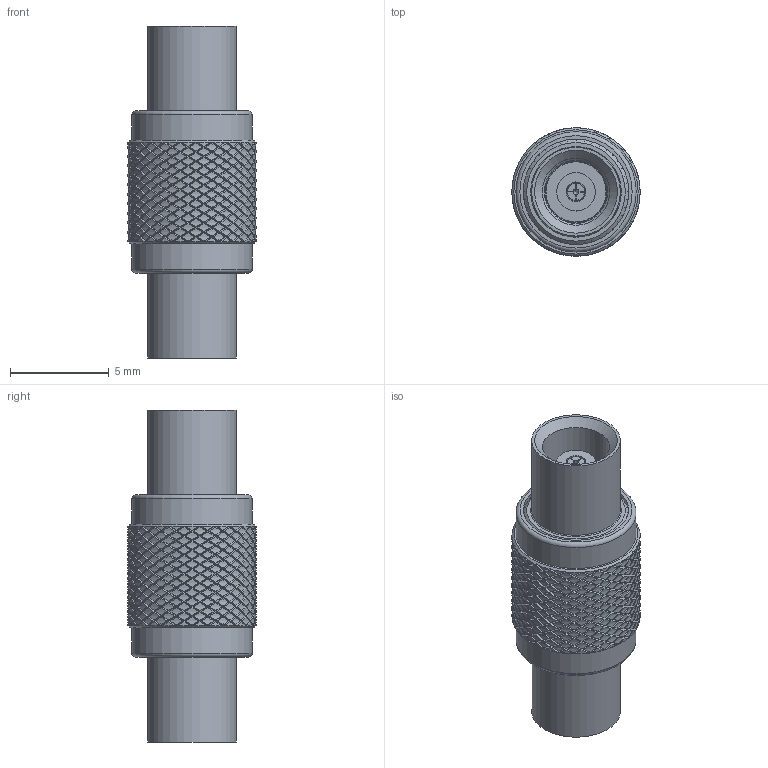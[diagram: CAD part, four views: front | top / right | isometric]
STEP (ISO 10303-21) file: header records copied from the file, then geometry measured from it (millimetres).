
FILE_DESCRIPTION( ( 'Unknown' ), '1' );
FILE_NAME( '64406106111000.stp', 'Unknown', ( 'Unknown' ), ( 'Unknown' ), 'PSStep 21.0.46', 'Unknown', ' ' );
FILE_SCHEMA( ( 'AUTOMOTIVE_DESIGN { 1 0 10303 214 1 1 1 1 }' ) );
Length unit declared in the file: millimetre
Products named in the file (3): 64406106111000_connector body
Bounding box: 6.5 x 6.5 x 16.84 mm (x, y, z)
Surface area: 2187.6 mm2
Topology: 3 solids, 3 shells, 9648 faces, 21193 edges, 11359 vertices
Faces by surface type: bspline 6600, cylinder 1950, plane 780, cone 294, torus 24
Full cylindrical faces by diameter (mm): 0.3 x6, 0.95 x6, 1 x6, 1.95 x6, 3.05 x6, 3.1 x6, 3.4 x6, 4.5 x6, 5.35 x6, 6.1 x6
Entity records: 567655 total; most frequent: CARTESIAN_POINT 357543, ORIENTED_EDGE 42054, EDGE_CURVE 21027, VERTEX_POINT 11313, DIRECTION 11158, EDGE_LOOP 10050, FACE_OUTER_BOUND 9732, STYLED_ITEM 9648
